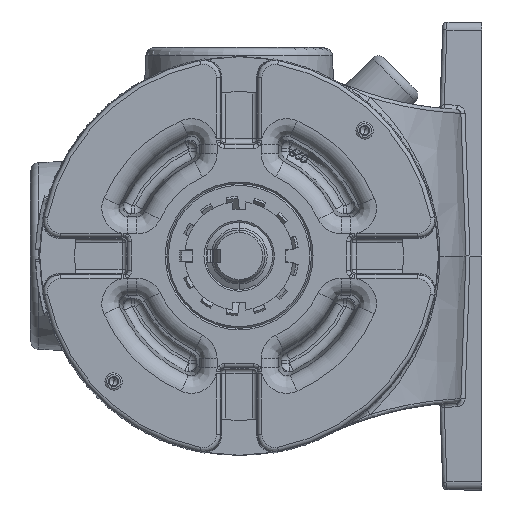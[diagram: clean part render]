
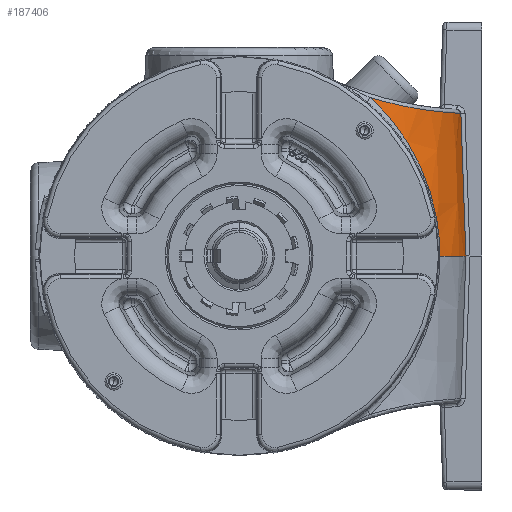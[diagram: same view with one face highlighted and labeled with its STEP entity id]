
A CAD part, left-side view. The second image highlights one B-rep face of the part: STEP entity #187406.
In plain terms, the highlighted conical face has half-angle 2 degrees and reference radius 50.8 mm.
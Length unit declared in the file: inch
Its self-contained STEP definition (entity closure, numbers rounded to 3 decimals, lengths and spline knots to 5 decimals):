
#865 = CARTESIAN_POINT ( 'NONE',  ( -5.95399, -3.06272, 2.0663 ) ) ;
#1612 = CARTESIAN_POINT ( 'NONE',  ( -6.84576, -2.37349, 2.16157 ) ) ;
#9508 = DIRECTION ( 'NONE',  ( 0., 0., -1. ) ) ;
#12951 = CARTESIAN_POINT ( 'NONE',  ( -6.63218, -2.66947, 1.17204 ) ) ;
#18087 = CARTESIAN_POINT ( 'NONE',  ( -6.07163, -3.0131, 2.0701 ) ) ;
#18811 = CARTESIAN_POINT ( 'NONE',  ( -6.91587, -2.26832, 2.18438 ) ) ;
#19594 = B_SPLINE_CURVE_WITH_KNOTS ( 'NONE', 3,
 ( #151996, #34521, #171257, #68939, #188406, #86113, #205542, #103328, #865, #120576, #18087, #137802, #35262, #154910, #52404, #171980, #69663, #189132, #86854, #206278, #104060, #1612, #121306, #18811, #138534, #36000, #155620, #53128, #172707, #70383 ),
 .UNSPECIFIED., .F., .F.,
 ( 4, 2, 2, 2, 2, 2, 2, 2, 2, 2, 2, 2, 2, 2, 4 ),
 ( 0., 0.00774, 0.01549, 0.01743, 0.01936, 0.02323, 0.03098, 0.03292, 0.03485, 0.03872, 0.04647, 0.05034, 0.05228, 0.05421, 0.06196 ),
 .UNSPECIFIED. ) ;
#26202 = EDGE_LOOP ( 'NONE', ( #52037, #165398, #167425, #153517 ) ) ;
#27817 = B_SPLINE_CURVE_WITH_KNOTS ( 'NONE', 3,
 ( #97489, #216143, #149089, #166213, #63766, #183307, #80982, #200481, #98215, #217609, #115479, #12951, #132734, #30131, #149832, #47342, #166936, #64512, #184038, #81708, #201191, #98942, #218350, #116225 ),
 .UNSPECIFIED., .F., .F.,
 ( 4, 2, 2, 2, 2, 2, 2, 2, 2, 2, 2, 4 ),
 ( 0., 0.00845, 0.0169, 0.02535, 0.02958, 0.0338, 0.04225, 0.05071, 0.05282, 0.05493, 0.05916, 0.06761 ),
 .UNSPECIFIED. ) ;
#30131 = CARTESIAN_POINT ( 'NONE',  ( -6.53051, -2.77318, 0.87271 ) ) ;
#34521 = CARTESIAN_POINT ( 'NONE',  ( -5.33309, -3.19833, 2.05815 ) ) ;
#35262 = CARTESIAN_POINT ( 'NONE',  ( -6.29546, -2.89342, 2.08101 ) ) ;
#36000 = CARTESIAN_POINT ( 'NONE',  ( -6.95477, -2.20351, 2.19947 ) ) ;
#41888 = EDGE_CURVE ( 'NONE', #126742, #182130, #27817, .T. ) ;
#47342 = CARTESIAN_POINT ( 'NONE',  ( -6.47051, -2.83059, 0.63503 ) ) ;
#52037 = ORIENTED_EDGE ( 'NONE', *, *, #178094, .T. ) ;
#52404 = CARTESIAN_POINT ( 'NONE',  ( -6.4203, -2.80485, 2.09134 ) ) ;
#53128 = CARTESIAN_POINT ( 'NONE',  ( -7.02645, -2.07201, 2.23198 ) ) ;
#63766 = CARTESIAN_POINT ( 'NONE',  ( -6.93818, -2.25377, 1.89664 ) ) ;
#64512 = CARTESIAN_POINT ( 'NONE',  ( -6.45417, -2.8464, 0.55366 ) ) ;
#66046 = LINE ( 'NONE', #147744, #111564 ) ;
#68939 = CARTESIAN_POINT ( 'NONE',  ( -5.63574, -3.15935, 2.06012 ) ) ;
#69258 = CONICAL_SURFACE ( 'NONE', #108116, 2., 0.035 ) ;
#69663 = CARTESIAN_POINT ( 'NONE',  ( -6.48117, -2.75772, 2.09727 ) ) ;
#70383 = CARTESIAN_POINT ( 'NONE',  ( -7.09975, -1.88974, 2.28482 ) ) ;
#70777 = CARTESIAN_POINT ( 'NONE',  ( -5.23, -1.19617, 2.12 ) ) ;
#74997 = EDGE_CURVE ( 'NONE', #158115, #157046, #66046, .T. ) ;
#78118 = CARTESIAN_POINT ( 'NONE',  ( -5.23, -3.27021, 0. ) ) ;
#80982 = CARTESIAN_POINT ( 'NONE',  ( -6.8246, -2.43269, 1.63905 ) ) ;
#81708 = CARTESIAN_POINT ( 'NONE',  ( -6.43594, -2.8645, 0.44463 ) ) ;
#86113 = CARTESIAN_POINT ( 'NONE',  ( -5.85719, -3.09753, 2.06388 ) ) ;
#86854 = CARTESIAN_POINT ( 'NONE',  ( -6.57827, -2.6748, 2.10866 ) ) ;
#87238 = DIRECTION ( 'NONE',  ( 0., 0., -1. ) ) ;
#96077 = FACE_OUTER_BOUND ( 'NONE', #26202, .T. ) ;
#96256 = AXIS2_PLACEMENT_3D ( 'NONE', #112021, #9508, #129292 ) ;
#97489 = CARTESIAN_POINT ( 'NONE',  ( -7.09975, -1.88974, 2.28482 ) ) ;
#98215 = CARTESIAN_POINT ( 'NONE',  ( -6.74624, -2.53603, 1.45603 ) ) ;
#98942 = CARTESIAN_POINT ( 'NONE',  ( -6.41335, -2.89001, 0.22435 ) ) ;
#103328 = CARTESIAN_POINT ( 'NONE',  ( -5.93003, -3.07187, 2.06564 ) ) ;
#104060 = CARTESIAN_POINT ( 'NONE',  ( -6.75439, -2.49383, 2.13782 ) ) ;
#108116 = AXIS2_PLACEMENT_3D ( 'NONE', #70777, #87238, #173802 ) ;
#111564 = VECTOR ( 'NONE', #181982, 39.37008 ) ;
#112021 = CARTESIAN_POINT ( 'NONE',  ( -5.23, -1.19617, 0. ) ) ;
#115479 = CARTESIAN_POINT ( 'NONE',  ( -6.68842, -2.60577, 1.31543 ) ) ;
#116225 = CARTESIAN_POINT ( 'NONE',  ( -6.4174, -2.89667, 0. ) ) ;
#120576 = CARTESIAN_POINT ( 'NONE',  ( -6.02515, -3.03399, 2.06844 ) ) ;
#121306 = CARTESIAN_POINT ( 'NONE',  ( -6.87472, -2.33216, 2.1702 ) ) ;
#126742 = VERTEX_POINT ( 'NONE', #152025 ) ;
#129292 = DIRECTION ( 'NONE',  ( 1., 0., 0. ) ) ;
#130603 = CIRCLE ( 'NONE', #96256, 2.07403 ) ;
#132734 = CARTESIAN_POINT ( 'NONE',  ( -6.59617, -2.70718, 1.07416 ) ) ;
#137802 = CARTESIAN_POINT ( 'NONE',  ( -6.2082, -2.94535, 2.07596 ) ) ;
#138534 = CARTESIAN_POINT ( 'NONE',  ( -6.92917, -2.24679, 2.1893 ) ) ;
#147744 = CARTESIAN_POINT ( 'NONE',  ( -5.23, -3.19617, 2.12 ) ) ;
#149089 = CARTESIAN_POINT ( 'NONE',  ( -7.04117, -2.04677, 2.13616 ) ) ;
#149832 = CARTESIAN_POINT ( 'NONE',  ( -6.50083, -2.80149, 0.76915 ) ) ;
#151996 = CARTESIAN_POINT ( 'NONE',  ( -5.23, -3.19833, 2.05815 ) ) ;
#152025 = CARTESIAN_POINT ( 'NONE',  ( -7.09975, -1.88974, 2.28482 ) ) ;
#153517 = ORIENTED_EDGE ( 'NONE', *, *, #74997, .T. ) ;
#154910 = CARTESIAN_POINT ( 'NONE',  ( -6.3997, -2.81997, 2.08952 ) ) ;
#155620 = CARTESIAN_POINT ( 'NONE',  ( -6.9671, -2.18171, 2.20474 ) ) ;
#157046 = VERTEX_POINT ( 'NONE', #204327 ) ;
#158115 = VERTEX_POINT ( 'NONE', #78118 ) ;
#159541 = EDGE_CURVE ( 'NONE', #158115, #182130, #130603, .T. ) ;
#165398 = ORIENTED_EDGE ( 'NONE', *, *, #41888, .T. ) ;
#166213 = CARTESIAN_POINT ( 'NONE',  ( -6.97413, -2.18809, 1.97846 ) ) ;
#166936 = CARTESIAN_POINT ( 'NONE',  ( -6.46478, -2.8361, 0.60793 ) ) ;
#167425 = ORIENTED_EDGE ( 'NONE', *, *, #159541, .F. ) ;
#170757 = CARTESIAN_POINT ( 'NONE',  ( -6.4174, -2.89667, 0. ) ) ;
#171257 = CARTESIAN_POINT ( 'NONE',  ( -5.43484, -3.19041, 2.05851 ) ) ;
#171980 = CARTESIAN_POINT ( 'NONE',  ( -6.46102, -2.77374, 2.09521 ) ) ;
#172707 = CARTESIAN_POINT ( 'NONE',  ( -7.06661, -1.98191, 2.25672 ) ) ;
#173802 = DIRECTION ( 'NONE',  ( 1., 0., 0. ) ) ;
#178094 = EDGE_CURVE ( 'NONE', #157046, #126742, #19594, .T. ) ;
#181982 = DIRECTION ( 'NONE',  ( 0., 0.035, 0.999 ) ) ;
#182130 = VERTEX_POINT ( 'NONE', #170757 ) ;
#183307 = CARTESIAN_POINT ( 'NONE',  ( -6.86342, -2.37608, 1.72693 ) ) ;
#184038 = CARTESIAN_POINT ( 'NONE',  ( -6.44928, -2.85119, 0.52646 ) ) ;
#187406 = ADVANCED_FACE ( 'NONE', ( #96077 ), #69258, .T. ) ;
#188406 = CARTESIAN_POINT ( 'NONE',  ( -5.7349, -3.13623, 2.06137 ) ) ;
#189132 = CARTESIAN_POINT ( 'NONE',  ( -6.54035, -2.70874, 2.10382 ) ) ;
#200481 = CARTESIAN_POINT ( 'NONE',  ( -6.76582, -2.51112, 1.50222 ) ) ;
#201191 = CARTESIAN_POINT ( 'NONE',  ( -6.42881, -2.87195, 0.38979 ) ) ;
#204327 = CARTESIAN_POINT ( 'NONE',  ( -5.23, -3.19833, 2.05815 ) ) ;
#205542 = CARTESIAN_POINT ( 'NONE',  ( -5.88161, -3.08928, 2.06443 ) ) ;
#206278 = CARTESIAN_POINT ( 'NONE',  ( -6.68752, -2.56921, 2.12485 ) ) ;
#216143 = CARTESIAN_POINT ( 'NONE',  ( -7.07227, -1.97114, 2.21204 ) ) ;
#217609 = CARTESIAN_POINT ( 'NONE',  ( -6.70756, -2.58335, 1.36265 ) ) ;
#218350 = CARTESIAN_POINT ( 'NONE',  ( -6.41099, -2.89634, 0.11284 ) ) ;
